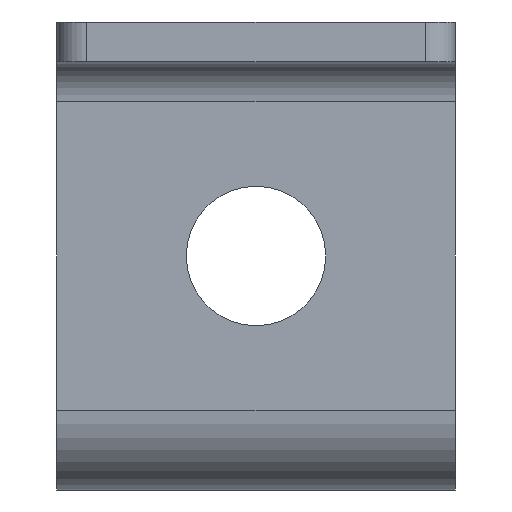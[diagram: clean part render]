
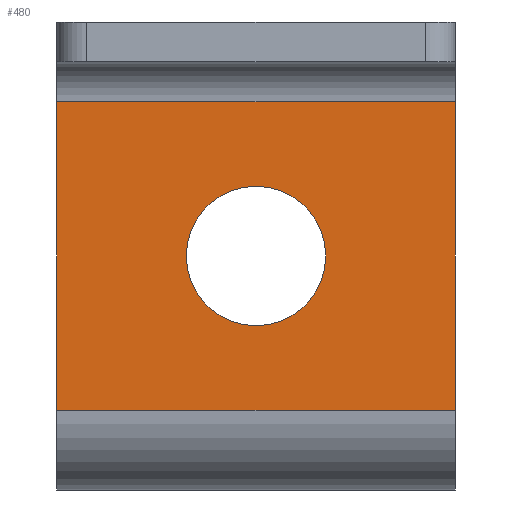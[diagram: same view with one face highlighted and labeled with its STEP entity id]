
A CAD part, front view. The second image highlights one B-rep face of the part: STEP entity #480.
In plain terms, the highlighted planar face has unit normal (0, -1, 0).
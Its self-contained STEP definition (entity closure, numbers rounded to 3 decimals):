
#19=FACE_BOUND('',#98,.T.);
#36=PLANE('',#554);
#64=FACE_OUTER_BOUND('',#97,.T.);
#97=EDGE_LOOP('',(#424,#425,#426,#427));
#98=EDGE_LOOP('',(#428));
#134=LINE('',#807,#177);
#137=LINE('',#813,#180);
#140=LINE('',#820,#183);
#141=LINE('',#824,#184);
#177=VECTOR('',#665,10.);
#180=VECTOR('',#670,10.);
#183=VECTOR('',#677,10.);
#184=VECTOR('',#684,5.76);
#199=CIRCLE('',#528,7.);
#235=VERTEX_POINT('',#773);
#242=VERTEX_POINT('',#798);
#243=VERTEX_POINT('',#802);
#245=VERTEX_POINT('',#811);
#247=VERTEX_POINT('',#819);
#281=EDGE_CURVE('',#235,#235,#199,.T.);
#298=EDGE_CURVE('',#242,#243,#134,.T.);
#301=EDGE_CURVE('',#245,#243,#137,.T.);
#304=EDGE_CURVE('',#245,#247,#140,.T.);
#307=EDGE_CURVE('',#242,#247,#141,.T.);
#424=ORIENTED_EDGE('',*,*,#298,.T.);
#425=ORIENTED_EDGE('',*,*,#301,.F.);
#426=ORIENTED_EDGE('',*,*,#304,.T.);
#427=ORIENTED_EDGE('',*,*,#307,.F.);
#428=ORIENTED_EDGE('',*,*,#281,.T.);
#480=ADVANCED_FACE('',(#64,#19),#36,.F.);
#528=AXIS2_PLACEMENT_3D('',#774,#624,#625);
#554=AXIS2_PLACEMENT_3D('',#832,#695,#696);
#624=DIRECTION('center_axis',(0.,1.,0.));
#625=DIRECTION('ref_axis',(-1.,0.,0.));
#665=DIRECTION('',(-1.,0.,0.));
#670=DIRECTION('',(0.,0.,1.));
#677=DIRECTION('',(1.,0.,0.));
#684=DIRECTION('',(0.,0.,-1.));
#695=DIRECTION('center_axis',(0.,1.,0.));
#696=DIRECTION('ref_axis',(1.,0.,0.));
#773=CARTESIAN_POINT('',(27.,-4.,23.5));
#774=CARTESIAN_POINT('Origin',(20.,-4.,23.5));
#798=CARTESIAN_POINT('',(40.,-4.,39.));
#802=CARTESIAN_POINT('',(0.,-4.,39.));
#807=CARTESIAN_POINT('',(10.,-4.,39.));
#811=CARTESIAN_POINT('',(0.,-4.,8.));
#813=CARTESIAN_POINT('',(0.,-4.,8.));
#819=CARTESIAN_POINT('',(40.,-4.,8.));
#820=CARTESIAN_POINT('',(20.,-4.,8.));
#824=CARTESIAN_POINT('',(40.,-4.,-10.096));
#832=CARTESIAN_POINT('Origin',(20.,-4.,20.976));
